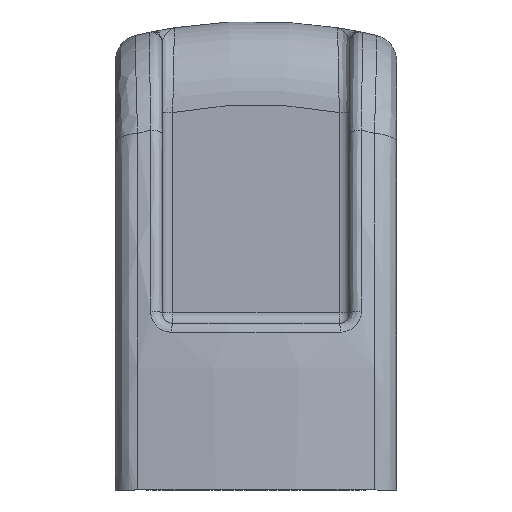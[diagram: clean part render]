
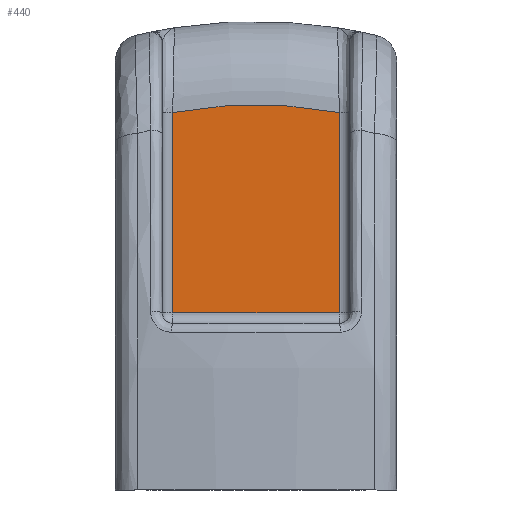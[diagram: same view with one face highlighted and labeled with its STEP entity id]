
A CAD part, left-side view. The second image highlights one B-rep face of the part: STEP entity #440.
In plain terms, the highlighted planar face has unit normal (-1, 0, 0).
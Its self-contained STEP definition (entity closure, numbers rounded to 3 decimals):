
#440 = ADVANCED_FACE( '', ( #889 ), #890, .T. );
#889 = FACE_OUTER_BOUND( '', #5826, .T. );
#890 = PLANE( '', #5827 );
#5826 = EDGE_LOOP( '', ( #6935, #6936, #6937, #6938 ) );
#5827 = AXIS2_PLACEMENT_3D( '', #6939, #6940, #6941 );
#6935 = ORIENTED_EDGE( '', *, *, #7238, .T. );
#6936 = ORIENTED_EDGE( '', *, *, #7057, .T. );
#6937 = ORIENTED_EDGE( '', *, *, #7271, .T. );
#6938 = ORIENTED_EDGE( '', *, *, #7288, .T. );
#6939 = CARTESIAN_POINT( '', ( -57., -9., 80.138 ) );
#6940 = DIRECTION( '', ( -1., 0., 0. ) );
#6941 = DIRECTION( '', ( 0., 0., 1. ) );
#7057 = EDGE_CURVE( '', #7608, #7613, #7615, .F. );
#7238 = EDGE_CURVE( '', #7830, #7608, #7897, .F. );
#7271 = EDGE_CURVE( '', #7613, #7935, #7936, .T. );
#7288 = EDGE_CURVE( '', #7935, #7830, #7955, .T. );
#7608 = VERTEX_POINT( '', #8813 );
#7613 = VERTEX_POINT( '', #8819 );
#7615 = LINE( '', #8821, #8822 );
#7830 = VERTEX_POINT( '', #9808 );
#7897 = LINE( '', #10037, #10038 );
#7935 = VERTEX_POINT( '', #10327 );
#7936 = CIRCLE( '', #10328, 42. );
#7955 = LINE( '', #10552, #10553 );
#8813 = CARTESIAN_POINT( '', ( -57., -8., 17. ) );
#8819 = CARTESIAN_POINT( '', ( -57., -8., 36.231 ) );
#8821 = CARTESIAN_POINT( '', ( -57., -8., 36.024 ) );
#8822 = VECTOR( '', #11600, 1000. );
#9808 = CARTESIAN_POINT( '', ( -57., 8., 17. ) );
#10037 = CARTESIAN_POINT( '', ( -57., -9., 17. ) );
#10038 = VECTOR( '', #11860, 1000. );
#10327 = CARTESIAN_POINT( '', ( -57., 8., 36.231 ) );
#10328 = AXIS2_PLACEMENT_3D( '', #11881, #11882, #11883 );
#10552 = CARTESIAN_POINT( '', ( -57., 8., 16. ) );
#10553 = VECTOR( '', #11893, 1000. );
#11600 = DIRECTION( '', ( 0., 0., -1. ) );
#11860 = DIRECTION( '', ( 0., 1., 0. ) );
#11881 = CARTESIAN_POINT( '', ( -57., 0., -5. ) );
#11882 = DIRECTION( '', ( -1., 0., 0. ) );
#11883 = DIRECTION( '', ( 0., 0., 1. ) );
#11893 = DIRECTION( '', ( 0., 0., -1. ) );
